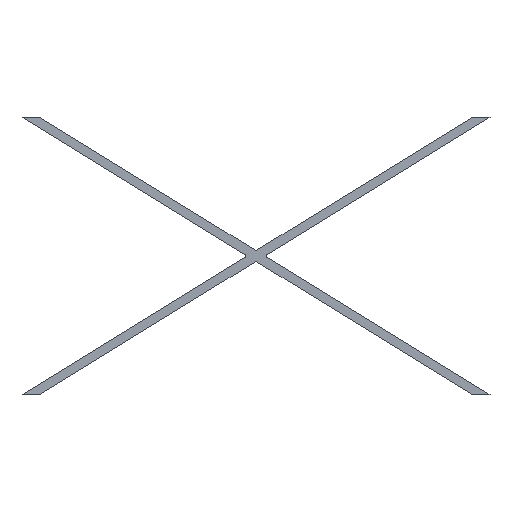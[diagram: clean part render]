
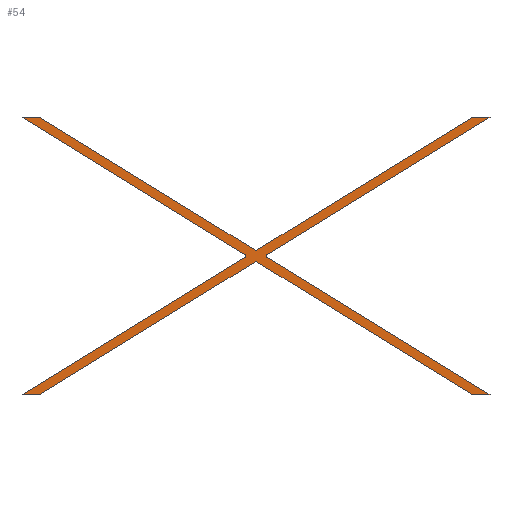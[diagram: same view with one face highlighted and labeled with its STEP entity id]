
A CAD part, front view. The second image highlights one B-rep face of the part: STEP entity #54.
In plain terms, the highlighted planar face has unit normal (0, -1, 0).
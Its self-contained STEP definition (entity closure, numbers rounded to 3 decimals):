
#54=ADVANCED_FACE('',(#78),#80,.T.);
#78=FACE_BOUND('',#79,.T.);
#79=EDGE_LOOP('',(#213,#214,#215,#216,#217,#218,#219,#220,#221,#222,#223,#224,#225,
#226,#227,#228));
#80=PLANE('',#81);
#81=AXIS2_PLACEMENT_3D('',#82,#83,#84);
#82=CARTESIAN_POINT('',(125.,60.,-160.));
#83=DIRECTION('',(0.,-1.,0.));
#84=DIRECTION('',(1.,0.,0.));
#213=ORIENTED_EDGE('',*,*,#309,.F.);
#214=ORIENTED_EDGE('',*,*,#310,.T.);
#215=ORIENTED_EDGE('',*,*,#311,.T.);
#216=ORIENTED_EDGE('',*,*,#312,.F.);
#217=ORIENTED_EDGE('',*,*,#313,.F.);
#218=ORIENTED_EDGE('',*,*,#314,.T.);
#219=ORIENTED_EDGE('',*,*,#315,.F.);
#220=ORIENTED_EDGE('',*,*,#316,.F.);
#221=ORIENTED_EDGE('',*,*,#317,.F.);
#222=ORIENTED_EDGE('',*,*,#318,.F.);
#223=ORIENTED_EDGE('',*,*,#319,.F.);
#224=ORIENTED_EDGE('',*,*,#320,.T.);
#225=ORIENTED_EDGE('',*,*,#321,.F.);
#226=ORIENTED_EDGE('',*,*,#322,.F.);
#227=ORIENTED_EDGE('',*,*,#323,.T.);
#228=ORIENTED_EDGE('',*,*,#324,.T.);
#309=EDGE_CURVE('',#373,#374,#375,.F.);
#310=EDGE_CURVE('',#373,#376,#377,.T.);
#311=EDGE_CURVE('',#376,#378,#379,.T.);
#312=EDGE_CURVE('',#380,#378,#381,.T.);
#313=EDGE_CURVE('',#382,#380,#383,.F.);
#314=EDGE_CURVE('',#382,#384,#385,.T.);
#315=EDGE_CURVE('',#386,#384,#387,.T.);
#316=EDGE_CURVE('',#388,#386,#389,.T.);
#317=EDGE_CURVE('',#390,#388,#391,.F.);
#318=EDGE_CURVE('',#392,#390,#393,.T.);
#319=EDGE_CURVE('',#394,#392,#395,.T.);
#320=EDGE_CURVE('',#394,#396,#397,.T.);
#321=EDGE_CURVE('',#398,#396,#399,.F.);
#322=EDGE_CURVE('',#400,#398,#401,.T.);
#323=EDGE_CURVE('',#400,#402,#403,.T.);
#324=EDGE_CURVE('',#402,#374,#404,.T.);
#373=VERTEX_POINT('',#489);
#374=VERTEX_POINT('',#490);
#375=CIRCLE('',#491,1.);
#376=VERTEX_POINT('',#495);
#377=LINE('',#496,#497);
#378=VERTEX_POINT('',#499);
#379=LINE('',#500,#501);
#380=VERTEX_POINT('',#503);
#381=LINE('',#504,#505);
#382=VERTEX_POINT('',#507);
#383=CIRCLE('',#508,1.);
#384=VERTEX_POINT('',#512);
#385=LINE('',#513,#514);
#386=VERTEX_POINT('',#516);
#387=LINE('',#517,#518);
#388=VERTEX_POINT('',#520);
#389=LINE('',#521,#522);
#390=VERTEX_POINT('',#524);
#391=CIRCLE('',#525,1.);
#392=VERTEX_POINT('',#529);
#393=LINE('',#530,#531);
#394=VERTEX_POINT('',#533);
#395=LINE('',#534,#535);
#396=VERTEX_POINT('',#537);
#397=LINE('',#538,#539);
#398=VERTEX_POINT('',#541);
#399=CIRCLE('',#542,1.);
#400=VERTEX_POINT('',#546);
#401=LINE('',#547,#548);
#402=VERTEX_POINT('',#550);
#403=LINE('',#551,#552);
#404=LINE('',#554,#555);
#489=CARTESIAN_POINT('',(6.384,60.,-79.148));
#490=CARTESIAN_POINT('',(6.384,60.,-80.852));
#491=AXIS2_PLACEMENT_3D('',#492,#493,#494);
#492=CARTESIAN_POINT('',(6.908,60.,-80.));
#493=DIRECTION('',(0.,1.,0.));
#494=DIRECTION('',(-0.524,0.,-0.852));
#495=CARTESIAN_POINT('',(135.,60.,0.));
#496=CARTESIAN_POINT('',(6.384,60.,-79.148));
#497=VECTOR('',#498,1.);
#498=DIRECTION('',(0.852,0.,0.524));
#499=CARTESIAN_POINT('',(125.,60.,0.));
#500=CARTESIAN_POINT('',(135.,60.,0.));
#501=VECTOR('',#502,1.);
#502=DIRECTION('',(-1.,0.,0.));
#503=CARTESIAN_POINT('',(0.524,60.,-76.601));
#504=CARTESIAN_POINT('',(0.524,60.,-76.601));
#505=VECTOR('',#506,1.);
#506=DIRECTION('',(0.852,0.,0.524));
#507=CARTESIAN_POINT('',(-0.524,60.,-76.601));
#508=AXIS2_PLACEMENT_3D('',#509,#510,#511);
#509=CARTESIAN_POINT('',(0.,60.,-75.749));
#510=DIRECTION('',(0.,1.,0.));
#511=DIRECTION('',(0.524,0.,-0.852));
#512=CARTESIAN_POINT('',(-125.,60.,0.));
#513=CARTESIAN_POINT('',(-0.524,60.,-76.601));
#514=VECTOR('',#515,1.);
#515=DIRECTION('',(-0.852,0.,0.524));
#516=CARTESIAN_POINT('',(-135.,60.,0.));
#517=CARTESIAN_POINT('',(-135.,60.,0.));
#518=VECTOR('',#519,1.);
#519=DIRECTION('',(1.,0.,0.));
#520=CARTESIAN_POINT('',(-6.384,60.,-79.148));
#521=CARTESIAN_POINT('',(-6.384,60.,-79.148));
#522=VECTOR('',#523,1.);
#523=DIRECTION('',(-0.852,0.,0.524));
#524=CARTESIAN_POINT('',(-6.384,60.,-80.852));
#525=AXIS2_PLACEMENT_3D('',#526,#527,#528);
#526=CARTESIAN_POINT('',(-6.908,60.,-80.));
#527=DIRECTION('',(0.,1.,0.));
#528=DIRECTION('',(0.524,0.,0.852));
#529=CARTESIAN_POINT('',(-135.,60.,-160.));
#530=CARTESIAN_POINT('',(-135.,60.,-160.));
#531=VECTOR('',#532,1.);
#532=DIRECTION('',(0.852,0.,0.524));
#533=CARTESIAN_POINT('',(-125.,60.,-160.));
#534=CARTESIAN_POINT('',(-125.,60.,-160.));
#535=VECTOR('',#536,1.);
#536=DIRECTION('',(-1.,0.,0.));
#537=CARTESIAN_POINT('',(-0.524,60.,-83.399));
#538=CARTESIAN_POINT('',(-125.,60.,-160.));
#539=VECTOR('',#540,1.);
#540=DIRECTION('',(0.852,0.,0.524));
#541=CARTESIAN_POINT('',(0.524,60.,-83.399));
#542=AXIS2_PLACEMENT_3D('',#543,#544,#545);
#543=CARTESIAN_POINT('',(0.,60.,-84.251));
#544=DIRECTION('',(0.,1.,0.));
#545=DIRECTION('',(-0.524,0.,0.852));
#546=CARTESIAN_POINT('',(125.,60.,-160.));
#547=CARTESIAN_POINT('',(125.,60.,-160.));
#548=VECTOR('',#549,1.);
#549=DIRECTION('',(-0.852,0.,0.524));
#550=CARTESIAN_POINT('',(135.,60.,-160.));
#551=CARTESIAN_POINT('',(125.,60.,-160.));
#552=VECTOR('',#553,1.);
#553=DIRECTION('',(1.,0.,0.));
#554=CARTESIAN_POINT('',(135.,60.,-160.));
#555=VECTOR('',#556,1.);
#556=DIRECTION('',(-0.852,0.,0.524));
